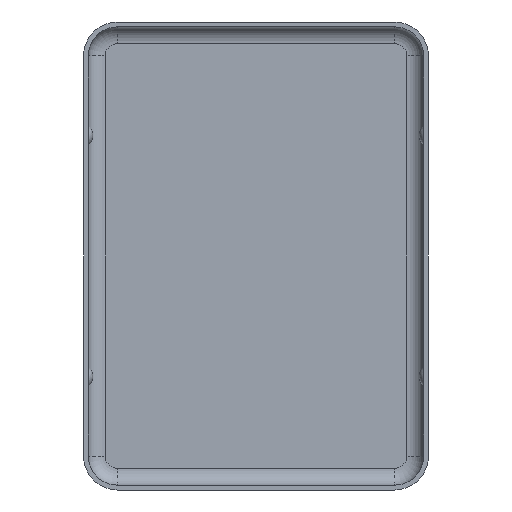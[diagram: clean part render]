
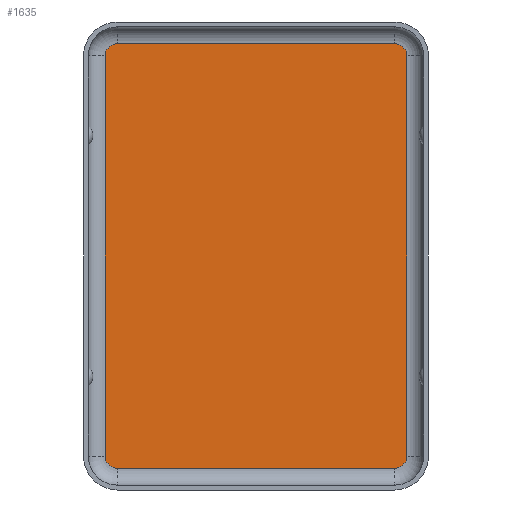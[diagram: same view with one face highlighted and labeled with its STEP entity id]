
A CAD part, front view. The second image highlights one B-rep face of the part: STEP entity #1635.
In plain terms, the highlighted planar face has unit normal (0, -1, 0).
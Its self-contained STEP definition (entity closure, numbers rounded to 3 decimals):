
#32 = LINE ( 'NONE', #1383, #352 ) ;
#44 = EDGE_CURVE ( 'NONE', #1553, #851, #217, .T. ) ;
#123 = LINE ( 'NONE', #584, #1472 ) ;
#151 = DIRECTION ( 'NONE',  ( 0., -1., 0. ) ) ;
#154 = AXIS2_PLACEMENT_3D ( 'NONE', #558, #966, #1078 ) ;
#168 = ORIENTED_EDGE ( 'NONE', *, *, #935, .F. ) ;
#217 = CIRCLE ( 'NONE', #154, 0.5 ) ;
#236 = VERTEX_POINT ( 'NONE', #608 ) ;
#250 = CIRCLE ( 'NONE', #1624, 0.5 ) ;
#262 = ORIENTED_EDGE ( 'NONE', *, *, #314, .T. ) ;
#314 = EDGE_CURVE ( 'NONE', #395, #851, #680, .T. ) ;
#331 = AXIS2_PLACEMENT_3D ( 'NONE', #417, #1353, #1076 ) ;
#351 = ORIENTED_EDGE ( 'NONE', *, *, #548, .T. ) ;
#352 = VECTOR ( 'NONE', #565, 1000. ) ;
#395 = VERTEX_POINT ( 'NONE', #1657 ) ;
#412 = DIRECTION ( 'NONE',  ( 0., 0., -1. ) ) ;
#417 = CARTESIAN_POINT ( 'NONE',  ( 5.75, 0., -8.3 ) ) ;
#442 = CARTESIAN_POINT ( 'NONE',  ( -6.25, 0., -8.3 ) ) ;
#461 = CARTESIAN_POINT ( 'NONE',  ( 6.25, 0., 8.3 ) ) ;
#484 = EDGE_LOOP ( 'NONE', ( #1136, #1655, #168, #351, #262, #1041, #1697, #1370 ) ) ;
#541 = CIRCLE ( 'NONE', #1720, 0.5 ) ;
#548 = EDGE_CURVE ( 'NONE', #1021, #395, #250, .T. ) ;
#558 = CARTESIAN_POINT ( 'NONE',  ( -5.75, 0., 8.3 ) ) ;
#565 = DIRECTION ( 'NONE',  ( 0., 0., -1. ) ) ;
#584 = CARTESIAN_POINT ( 'NONE',  ( 5.75, 0., -8.8 ) ) ;
#608 = CARTESIAN_POINT ( 'NONE',  ( 5.75, 0., -8.8 ) ) ;
#617 = DIRECTION ( 'NONE',  ( 0., -1., 0. ) ) ;
#636 = FACE_OUTER_BOUND ( 'NONE', #484, .T. ) ;
#665 = PLANE ( 'NONE',  #331 ) ;
#680 = LINE ( 'NONE', #1429, #1680 ) ;
#685 = CARTESIAN_POINT ( 'NONE',  ( 5.75, 0., -8.3 ) ) ;
#694 = CIRCLE ( 'NONE', #747, 0.5 ) ;
#747 = AXIS2_PLACEMENT_3D ( 'NONE', #1009, #617, #884 ) ;
#778 = DIRECTION ( 'NONE',  ( 0., 0., -1. ) ) ;
#813 = DIRECTION ( 'NONE',  ( 0., 1., 0. ) ) ;
#851 = VERTEX_POINT ( 'NONE', #1173 ) ;
#868 = VERTEX_POINT ( 'NONE', #1716 ) ;
#884 = DIRECTION ( 'NONE',  ( 0., 0., 1. ) ) ;
#926 = EDGE_CURVE ( 'NONE', #236, #1176, #123, .T. ) ;
#935 = EDGE_CURVE ( 'NONE', #1021, #868, #32, .T. ) ;
#960 = CARTESIAN_POINT ( 'NONE',  ( -5.75, 0., -8.8 ) ) ;
#966 = DIRECTION ( 'NONE',  ( 0., 1., 0. ) ) ;
#1009 = CARTESIAN_POINT ( 'NONE',  ( -5.75, 0., -8.3 ) ) ;
#1014 = CARTESIAN_POINT ( 'NONE',  ( -6.25, 0., 0. ) ) ;
#1021 = VERTEX_POINT ( 'NONE', #461 ) ;
#1041 = ORIENTED_EDGE ( 'NONE', *, *, #44, .F. ) ;
#1050 = LINE ( 'NONE', #1014, #1696 ) ;
#1056 = VERTEX_POINT ( 'NONE', #442 ) ;
#1076 = DIRECTION ( 'NONE',  ( 0., 0., -1. ) ) ;
#1077 = DIRECTION ( 'NONE',  ( 0., 0., 1. ) ) ;
#1078 = DIRECTION ( 'NONE',  ( 0., 0., -1. ) ) ;
#1096 = DIRECTION ( 'NONE',  ( -1., 0., 0. ) ) ;
#1136 = ORIENTED_EDGE ( 'NONE', *, *, #926, .F. ) ;
#1173 = CARTESIAN_POINT ( 'NONE',  ( -5.75, 0., 8.8 ) ) ;
#1176 = VERTEX_POINT ( 'NONE', #960 ) ;
#1324 = EDGE_CURVE ( 'NONE', #1056, #1176, #694, .T. ) ;
#1353 = DIRECTION ( 'NONE',  ( 0., -1., 0. ) ) ;
#1370 = ORIENTED_EDGE ( 'NONE', *, *, #1324, .T. ) ;
#1383 = CARTESIAN_POINT ( 'NONE',  ( 6.25, 0., 0. ) ) ;
#1386 = EDGE_CURVE ( 'NONE', #1553, #1056, #1050, .T. ) ;
#1429 = CARTESIAN_POINT ( 'NONE',  ( 5.75, 0., 8.8 ) ) ;
#1472 = VECTOR ( 'NONE', #1096, 1000. ) ;
#1553 = VERTEX_POINT ( 'NONE', #1733 ) ;
#1624 = AXIS2_PLACEMENT_3D ( 'NONE', #1750, #151, #412 ) ;
#1635 = ADVANCED_FACE ( 'NONE', ( #636 ), #665, .T. ) ;
#1647 = DIRECTION ( 'NONE',  ( -1., 0., 0. ) ) ;
#1655 = ORIENTED_EDGE ( 'NONE', *, *, #1665, .F. ) ;
#1657 = CARTESIAN_POINT ( 'NONE',  ( 5.75, 0., 8.8 ) ) ;
#1665 = EDGE_CURVE ( 'NONE', #868, #236, #541, .T. ) ;
#1680 = VECTOR ( 'NONE', #1647, 1000. ) ;
#1696 = VECTOR ( 'NONE', #778, 1000. ) ;
#1697 = ORIENTED_EDGE ( 'NONE', *, *, #1386, .T. ) ;
#1716 = CARTESIAN_POINT ( 'NONE',  ( 6.25, 0., -8.3 ) ) ;
#1720 = AXIS2_PLACEMENT_3D ( 'NONE', #685, #813, #1077 ) ;
#1733 = CARTESIAN_POINT ( 'NONE',  ( -6.25, 0., 8.3 ) ) ;
#1750 = CARTESIAN_POINT ( 'NONE',  ( 5.75, 0., 8.3 ) ) ;
